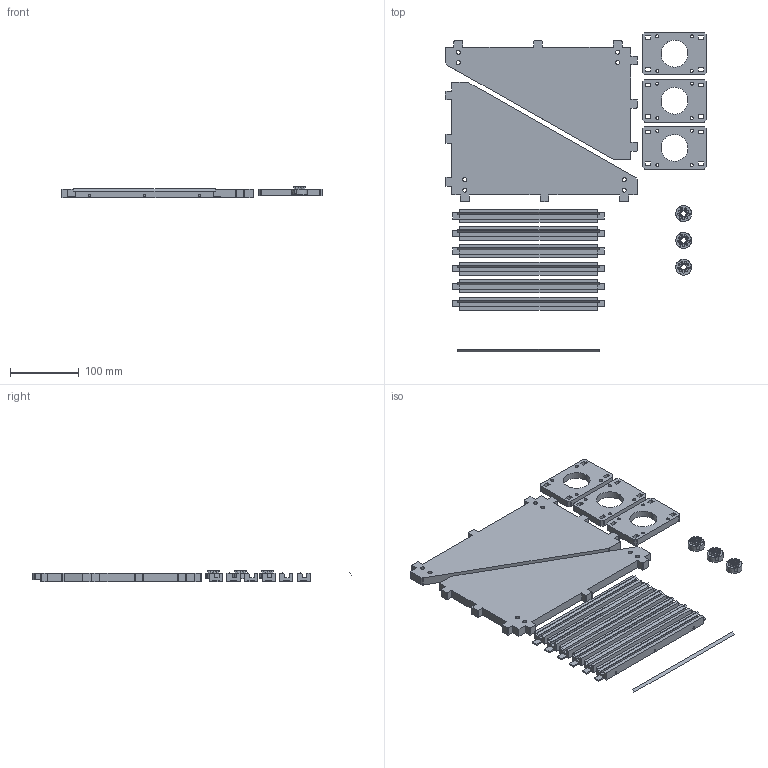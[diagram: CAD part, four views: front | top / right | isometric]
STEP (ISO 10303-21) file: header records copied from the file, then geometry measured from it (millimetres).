
FILE_DESCRIPTION(/* description */ (''),/* implementation_level */ '2;1');
FILE_NAME(/* name */ 'HATTOR~3',/* time_stamp */ '2017-07-02T18:17:22+02:00',/* author */ (''),/* organization */ (''),/* preprocessor_version */ 'ST-DEVELOPER v15',/* originating_system */ '',/* authorisation */ '');
FILE_SCHEMA (('AUTOMOTIVE_DESIGN'));
Length unit declared in the file: millimetre
Products named in the file (1): Document
Bounding box: 380.29 x 464.07 x 16.7 mm (x, y, z)
Volume: 1092758.2 mm3; surface area: 316564.1 mm2
Topology: 20 solids, 27 shells, 442 faces, 1334 edges, 943 vertices
Faces by surface type: bspline 251, plane 191
Entity records: 22224 total; most frequent: CARTESIAN_POINT 14273, ORIENTED_EDGE 2368, EDGE_CURVE 1198, VERTEX_POINT 806, EDGE_LOOP 557, ADVANCED_FACE 442, FACE_OUTER_BOUND 442, B_SPLINE_CURVE_WITH_KNOTS 439
